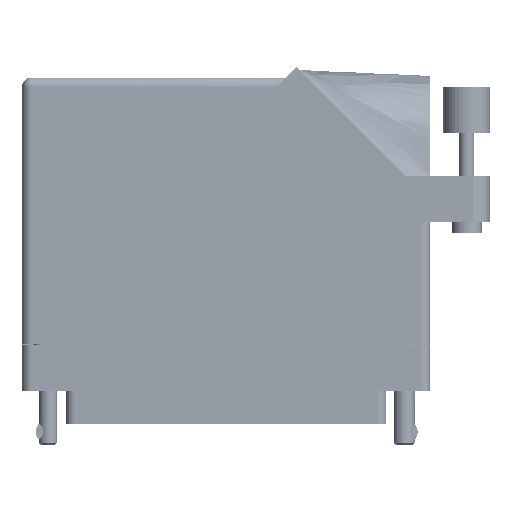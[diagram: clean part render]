
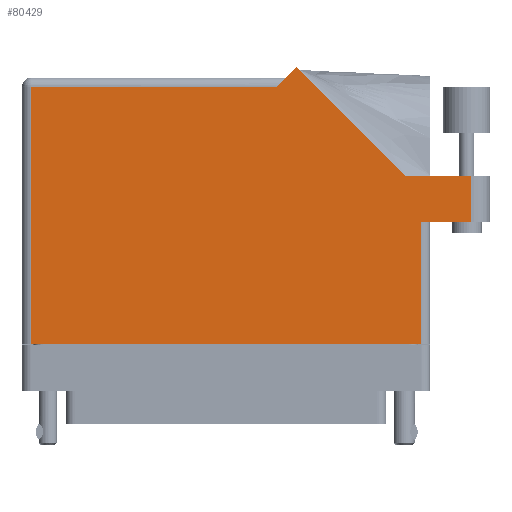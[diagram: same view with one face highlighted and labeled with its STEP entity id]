
A CAD part, front view. The second image highlights one B-rep face of the part: STEP entity #80429.
In plain terms, the highlighted face is planar.
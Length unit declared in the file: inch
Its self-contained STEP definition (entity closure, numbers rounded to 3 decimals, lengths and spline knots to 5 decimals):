
#82 = PLANE ( 'NONE',  #59373 ) ;
#360 = VERTEX_POINT ( 'NONE', #54804 ) ;
#637 = CARTESIAN_POINT ( 'NONE',  ( 1.297, 0.715, 0.617 ) ) ;
#2341 = ORIENTED_EDGE ( 'NONE', *, *, #13801, .T. ) ;
#3151 = EDGE_CURVE ( 'NONE', #4991, #13764, #50504, .T. ) ;
#3757 = VERTEX_POINT ( 'NONE', #61727 ) ;
#3901 = DIRECTION ( 'NONE',  ( 1., 0., 0. ) ) ;
#4272 = CARTESIAN_POINT ( 'NONE',  ( -1.297, 1.613, 0.617 ) ) ;
#4991 = VERTEX_POINT ( 'NONE', #4272 ) ;
#7704 = DIRECTION ( 'NONE',  ( 1., 0., 0. ) ) ;
#8205 = LINE ( 'NONE', #76443, #29611 ) ;
#10469 = CARTESIAN_POINT ( 'NONE',  ( 0.399, 1.675, 0.617 ) ) ;
#12242 = CARTESIAN_POINT ( 'NONE',  ( 0.46971, 1.74571, 0.617 ) ) ;
#13764 = VERTEX_POINT ( 'NONE', #41205 ) ;
#13801 = EDGE_CURVE ( 'NONE', #13764, #32597, #57915, .T. ) ;
#14154 = DIRECTION ( 'NONE',  ( -0.707, 0.707, 0. ) ) ;
#16948 = LINE ( 'NONE', #81857, #68706 ) ;
#19457 = EDGE_CURVE ( 'NONE', #73204, #360, #79935, .T. ) ;
#20315 = VECTOR ( 'NONE', #82185, 39.37008 ) ;
#20896 = CARTESIAN_POINT ( 'NONE',  ( 0.337, 1.613, 0.617 ) ) ;
#21793 = EDGE_LOOP ( 'NONE', ( #76680, #33201, #50525, #75695, #77711, #49657, #50518, #2341, #40595 ) ) ;
#22365 = LINE ( 'NONE', #10469, #20315 ) ;
#22589 = DIRECTION ( 'NONE',  ( -1., 0., 0. ) ) ;
#25645 = CARTESIAN_POINT ( 'NONE',  ( -1.359, 1.675, 0.617 ) ) ;
#29611 = VECTOR ( 'NONE', #43298, 39.37008 ) ;
#30259 = CARTESIAN_POINT ( 'NONE',  ( 1.759, 1.022, 0.617 ) ) ;
#32597 = VERTEX_POINT ( 'NONE', #62071 ) ;
#33201 = ORIENTED_EDGE ( 'NONE', *, *, #19457, .T. ) ;
#34040 = CARTESIAN_POINT ( 'NONE',  ( -1.297, -0.1, 0.617 ) ) ;
#34984 = VECTOR ( 'NONE', #39966, 39.37008 ) ;
#35174 = VERTEX_POINT ( 'NONE', #637 ) ;
#39966 = DIRECTION ( 'NONE',  ( -1., 0., 0. ) ) ;
#40595 = ORIENTED_EDGE ( 'NONE', *, *, #70115, .T. ) ;
#41205 = CARTESIAN_POINT ( 'NONE',  ( -1.297, -0.1, 0.617 ) ) ;
#42665 = VERTEX_POINT ( 'NONE', #12242 ) ;
#43298 = DIRECTION ( 'NONE',  ( 0., 1., 0. ) ) ;
#45865 = EDGE_CURVE ( 'NONE', #75812, #4991, #57308, .T. ) ;
#46830 = VECTOR ( 'NONE', #14154, 39.37008 ) ;
#48232 = DIRECTION ( 'NONE',  ( 0., -1., 0. ) ) ;
#49657 = ORIENTED_EDGE ( 'NONE', *, *, #45865, .T. ) ;
#50504 = LINE ( 'NONE', #34040, #59588 ) ;
#50518 = ORIENTED_EDGE ( 'NONE', *, *, #3151, .T. ) ;
#50525 = ORIENTED_EDGE ( 'NONE', *, *, #76312, .T. ) ;
#51361 = EDGE_CURVE ( 'NONE', #35174, #73204, #16948, .T. ) ;
#53120 = VECTOR ( 'NONE', #22589, 39.37008 ) ;
#54804 = CARTESIAN_POINT ( 'NONE',  ( 1.634, 1.022, 0.617 ) ) ;
#55248 = DIRECTION ( 'NONE',  ( 0., 0., -1. ) ) ;
#57308 = LINE ( 'NONE', #72300, #34984 ) ;
#57915 = LINE ( 'NONE', #59954, #80191 ) ;
#59050 = EDGE_CURVE ( 'NONE', #3757, #42665, #68150, .T. ) ;
#59373 = AXIS2_PLACEMENT_3D ( 'NONE', #25645, #55248, #81519 ) ;
#59588 = VECTOR ( 'NONE', #48232, 39.37008 ) ;
#59954 = CARTESIAN_POINT ( 'NONE',  ( -1.359, -0.1, 0.617 ) ) ;
#61727 = CARTESIAN_POINT ( 'NONE',  ( 1.19342, 1.022, 0.617 ) ) ;
#62071 = CARTESIAN_POINT ( 'NONE',  ( 1.297, -0.1, 0.617 ) ) ;
#66049 = CARTESIAN_POINT ( 'NONE',  ( 1.19342, 1.022, 0.617 ) ) ;
#67806 = VECTOR ( 'NONE', #77538, 39.37008 ) ;
#68150 = LINE ( 'NONE', #66049, #46830 ) ;
#68331 = LINE ( 'NONE', #30259, #53120 ) ;
#68706 = VECTOR ( 'NONE', #3901, 39.37008 ) ;
#70115 = EDGE_CURVE ( 'NONE', #32597, #35174, #8205, .T. ) ;
#71080 = CARTESIAN_POINT ( 'NONE',  ( 1.634, 1.022, 0.617 ) ) ;
#72300 = CARTESIAN_POINT ( 'NONE',  ( -1.359, 1.613, 0.617 ) ) ;
#72807 = FACE_OUTER_BOUND ( 'NONE', #21793, .T. ) ;
#73204 = VERTEX_POINT ( 'NONE', #81451 ) ;
#75695 = ORIENTED_EDGE ( 'NONE', *, *, #59050, .T. ) ;
#75812 = VERTEX_POINT ( 'NONE', #20896 ) ;
#76312 = EDGE_CURVE ( 'NONE', #360, #3757, #68331, .T. ) ;
#76443 = CARTESIAN_POINT ( 'NONE',  ( 1.297, 0.715, 0.617 ) ) ;
#76680 = ORIENTED_EDGE ( 'NONE', *, *, #51361, .T. ) ;
#77538 = DIRECTION ( 'NONE',  ( 0., 1., 0. ) ) ;
#77711 = ORIENTED_EDGE ( 'NONE', *, *, #79011, .T. ) ;
#79011 = EDGE_CURVE ( 'NONE', #42665, #75812, #22365, .T. ) ;
#79935 = LINE ( 'NONE', #71080, #67806 ) ;
#80191 = VECTOR ( 'NONE', #7704, 39.37008 ) ;
#80429 = ADVANCED_FACE ( 'NONE', ( #72807 ), #82, .F. ) ;
#81451 = CARTESIAN_POINT ( 'NONE',  ( 1.634, 0.715, 0.617 ) ) ;
#81519 = DIRECTION ( 'NONE',  ( -1., 0., 0. ) ) ;
#81857 = CARTESIAN_POINT ( 'NONE',  ( 1.359, 0.715, 0.617 ) ) ;
#82185 = DIRECTION ( 'NONE',  ( -0.707, -0.707, 0. ) ) ;
